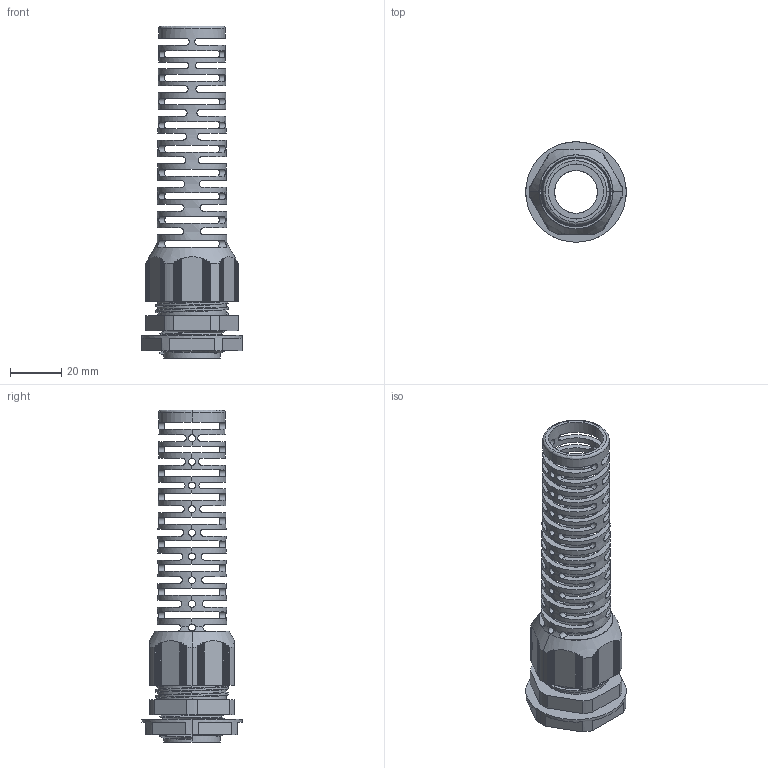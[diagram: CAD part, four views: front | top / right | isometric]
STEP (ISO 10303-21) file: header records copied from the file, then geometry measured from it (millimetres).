
FILE_DESCRIPTION (( 'STEP AP203' ), '1' );
FILE_NAME ('9484.STEP', '2020-07-28T15:47:29', ( '' ), ( '' ), 'SwSTEP 2.0', 'SolidWorks 2011', '' );
FILE_SCHEMA (( 'CONFIG_CONTROL_DESIGN' ));
Length unit declared in the file: millimetre
Products named in the file (1): 9484
Bounding box: 39 x 39 x 128.96 mm (x, y, z)
Volume: 31679.5 mm3; surface area: 23584.1 mm2
Topology: 1 solids, 1 shells, 569 faces, 1825 edges, 1190 vertices
Faces by surface type: cylinder 281, plane 259, cone 14, bspline 11, torus 4
Entity records: 28283 total; most frequent: CARTESIAN_POINT 12581, ORIENTED_EDGE 3650, DIRECTION 2935, EDGE_CURVE 1825, VERTEX_POINT 1190, AXIS2_PLACEMENT_3D 1067, LINE 801, VECTOR 801
